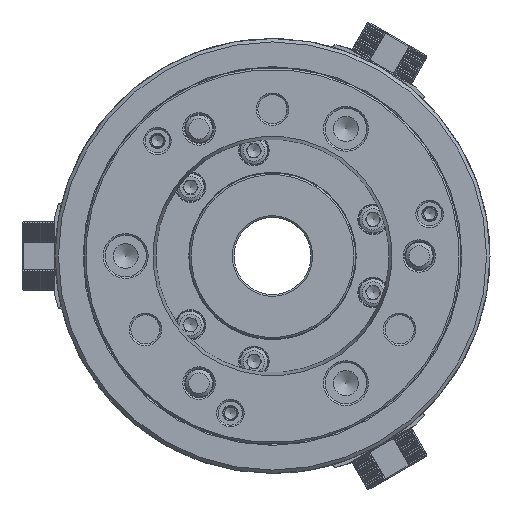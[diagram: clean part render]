
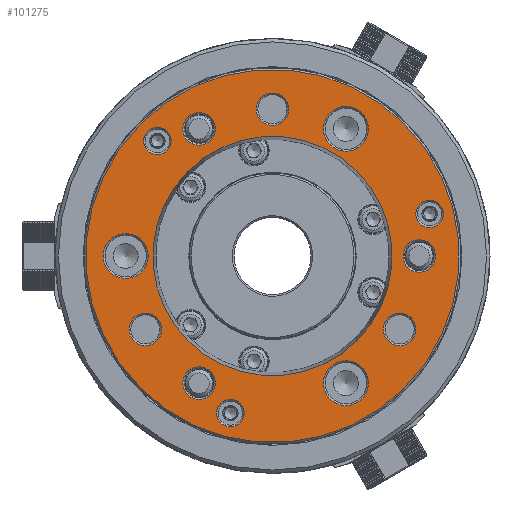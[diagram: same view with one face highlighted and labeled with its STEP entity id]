
A CAD part, left-side view. The second image highlights one B-rep face of the part: STEP entity #101275.
In plain terms, the highlighted planar face has unit normal (-1, 0, 0).
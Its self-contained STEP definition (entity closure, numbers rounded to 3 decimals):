
#1802=CIRCLE('',#106300,13.105);
#1804=CIRCLE('',#106303,13.105);
#1806=CIRCLE('',#106306,13.105);
#1807=CIRCLE('',#106308,8.);
#1810=CIRCLE('',#106312,9.5);
#1812=CIRCLE('',#106315,9.5);
#1813=CIRCLE('',#106317,8.);
#1816=CIRCLE('',#106321,9.5);
#1818=CIRCLE('',#106324,9.5);
#1819=CIRCLE('',#106326,8.);
#1822=CIRCLE('',#106330,9.5);
#1824=CIRCLE('',#106333,9.5);
#1844=CIRCLE('',#106364,109.);
#1846=CIRCLE('',#106367,69.861);
#23025=ORIENTED_EDGE('',*,*,#33666,.F.);
#23026=ORIENTED_EDGE('',*,*,#33664,.T.);
#23027=ORIENTED_EDGE('',*,*,#33644,.F.);
#23028=ORIENTED_EDGE('',*,*,#33642,.F.);
#23029=ORIENTED_EDGE('',*,*,#33639,.F.);
#23030=ORIENTED_EDGE('',*,*,#33638,.F.);
#23031=ORIENTED_EDGE('',*,*,#33636,.F.);
#23032=ORIENTED_EDGE('',*,*,#33633,.F.);
#23033=ORIENTED_EDGE('',*,*,#33632,.F.);
#23034=ORIENTED_EDGE('',*,*,#33630,.F.);
#23035=ORIENTED_EDGE('',*,*,#33627,.F.);
#23036=ORIENTED_EDGE('',*,*,#33626,.F.);
#23037=ORIENTED_EDGE('',*,*,#33624,.F.);
#23038=ORIENTED_EDGE('',*,*,#33622,.F.);
#33622=EDGE_CURVE('',#40606,#40606,#1802,.T.);
#33624=EDGE_CURVE('',#40608,#40608,#1804,.T.);
#33626=EDGE_CURVE('',#40610,#40610,#1806,.T.);
#33627=EDGE_CURVE('',#40611,#40611,#1807,.T.);
#33630=EDGE_CURVE('',#40614,#40614,#1810,.T.);
#33632=EDGE_CURVE('',#40616,#40616,#1812,.T.);
#33633=EDGE_CURVE('',#40617,#40617,#1813,.T.);
#33636=EDGE_CURVE('',#40620,#40620,#1816,.T.);
#33638=EDGE_CURVE('',#40622,#40622,#1818,.T.);
#33639=EDGE_CURVE('',#40623,#40623,#1819,.T.);
#33642=EDGE_CURVE('',#40626,#40626,#1822,.T.);
#33644=EDGE_CURVE('',#40628,#40628,#1824,.T.);
#33664=EDGE_CURVE('',#40648,#40648,#1844,.T.);
#33666=EDGE_CURVE('',#40650,#40650,#1846,.T.);
#40606=VERTEX_POINT('',#148806);
#40608=VERTEX_POINT('',#148811);
#40610=VERTEX_POINT('',#148816);
#40611=VERTEX_POINT('',#148819);
#40614=VERTEX_POINT('',#148826);
#40616=VERTEX_POINT('',#148831);
#40617=VERTEX_POINT('',#148834);
#40620=VERTEX_POINT('',#148841);
#40622=VERTEX_POINT('',#148846);
#40623=VERTEX_POINT('',#148849);
#40626=VERTEX_POINT('',#148856);
#40628=VERTEX_POINT('',#148861);
#40648=VERTEX_POINT('',#148912);
#40650=VERTEX_POINT('',#148917);
#62298=EDGE_LOOP('',(#23025));
#62299=EDGE_LOOP('',(#23026));
#62300=EDGE_LOOP('',(#23027));
#62301=EDGE_LOOP('',(#23028));
#62302=EDGE_LOOP('',(#23029));
#62303=EDGE_LOOP('',(#23030));
#62304=EDGE_LOOP('',(#23031));
#62305=EDGE_LOOP('',(#23032));
#62306=EDGE_LOOP('',(#23033));
#62307=EDGE_LOOP('',(#23034));
#62308=EDGE_LOOP('',(#23035));
#62309=EDGE_LOOP('',(#23036));
#62310=EDGE_LOOP('',(#23037));
#62311=EDGE_LOOP('',(#23038));
#66790=FACE_BOUND('',#62298,.T.);
#66791=FACE_BOUND('',#62299,.T.);
#66792=FACE_BOUND('',#62300,.T.);
#66793=FACE_BOUND('',#62301,.T.);
#66794=FACE_BOUND('',#62302,.T.);
#66795=FACE_BOUND('',#62303,.T.);
#66796=FACE_BOUND('',#62304,.T.);
#66797=FACE_BOUND('',#62305,.T.);
#66798=FACE_BOUND('',#62306,.T.);
#66799=FACE_BOUND('',#62307,.T.);
#66800=FACE_BOUND('',#62308,.T.);
#66801=FACE_BOUND('',#62309,.T.);
#66802=FACE_BOUND('',#62310,.T.);
#66803=FACE_BOUND('',#62311,.T.);
#70268=PLANE('',#106366);
#101275=ADVANCED_FACE('',(#66790,#66791,#66792,#66793,#66794,#66795,#66796,
#66797,#66798,#66799,#66800,#66801,#66802,#66803),#70268,.T.);
#106300=AXIS2_PLACEMENT_3D('',#148805,#125016,#125017);
#106303=AXIS2_PLACEMENT_3D('',#148810,#125022,#125023);
#106306=AXIS2_PLACEMENT_3D('',#148815,#125028,#125029);
#106308=AXIS2_PLACEMENT_3D('',#148818,#125032,#125033);
#106312=AXIS2_PLACEMENT_3D('',#148825,#125040,#125041);
#106315=AXIS2_PLACEMENT_3D('',#148830,#125046,#125047);
#106317=AXIS2_PLACEMENT_3D('',#148833,#125050,#125051);
#106321=AXIS2_PLACEMENT_3D('',#148840,#125058,#125059);
#106324=AXIS2_PLACEMENT_3D('',#148845,#125064,#125065);
#106326=AXIS2_PLACEMENT_3D('',#148848,#125068,#125069);
#106330=AXIS2_PLACEMENT_3D('',#148855,#125076,#125077);
#106333=AXIS2_PLACEMENT_3D('',#148860,#125082,#125083);
#106364=AXIS2_PLACEMENT_3D('',#148911,#125144,#125145);
#106366=AXIS2_PLACEMENT_3D('',#148915,#125148,#125149);
#106367=AXIS2_PLACEMENT_3D('',#148916,#125150,#125151);
#125016=DIRECTION('',(-1.,0.,0.));
#125017=DIRECTION('',(0.,-0.707,0.707));
#125022=DIRECTION('',(-1.,0.,0.));
#125023=DIRECTION('',(0.,-0.707,0.707));
#125028=DIRECTION('',(-1.,0.,0.));
#125029=DIRECTION('',(0.,-0.707,0.707));
#125032=DIRECTION('',(-1.,0.,0.));
#125033=DIRECTION('',(0.,-0.707,0.707));
#125040=DIRECTION('',(-1.,0.,0.));
#125041=DIRECTION('',(0.,-0.707,0.707));
#125046=DIRECTION('',(-1.,0.,0.));
#125047=DIRECTION('',(0.,-0.707,0.707));
#125050=DIRECTION('',(-1.,0.,0.));
#125051=DIRECTION('',(0.,-0.707,0.707));
#125058=DIRECTION('',(-1.,0.,0.));
#125059=DIRECTION('',(0.,-0.707,0.707));
#125064=DIRECTION('',(-1.,0.,0.));
#125065=DIRECTION('',(0.,-0.707,0.707));
#125068=DIRECTION('',(-1.,0.,0.));
#125069=DIRECTION('',(0.,-0.707,0.707));
#125076=DIRECTION('',(-1.,0.,0.));
#125077=DIRECTION('',(0.,-0.707,0.707));
#125082=DIRECTION('',(-1.,0.,0.));
#125083=DIRECTION('',(0.,-0.707,0.707));
#125144=DIRECTION('',(-1.,0.,0.));
#125145=DIRECTION('',(0.,-0.707,0.707));
#125148=DIRECTION('',(-1.,0.,0.));
#125149=DIRECTION('',(0.,-0.707,0.707));
#125150=DIRECTION('',(-1.,0.,0.));
#125151=DIRECTION('',(0.,-0.707,0.707));
#148805=CARTESIAN_POINT('',(-113.,-42.863,-74.24));
#148806=CARTESIAN_POINT('',(-113.,-52.129,-64.973));
#148810=CARTESIAN_POINT('',(-113.,85.725,0.));
#148811=CARTESIAN_POINT('',(-113.,76.458,9.267));
#148815=CARTESIAN_POINT('',(-113.,-42.862,74.24));
#148816=CARTESIAN_POINT('',(-113.,-52.129,83.507));
#148818=CARTESIAN_POINT('',(-113.,-91.763,24.588));
#148819=CARTESIAN_POINT('',(-113.,-97.42,30.245));
#148825=CARTESIAN_POINT('',(-113.,-85.7,0.));
#148826=CARTESIAN_POINT('',(-113.,-92.418,6.718));
#148830=CARTESIAN_POINT('',(-113.,-74.218,-42.85));
#148831=CARTESIAN_POINT('',(-113.,-80.936,-36.132));
#148833=CARTESIAN_POINT('',(-113.,24.588,-91.763));
#148834=CARTESIAN_POINT('',(-113.,18.931,-86.106));
#148840=CARTESIAN_POINT('',(-113.,42.85,-74.218));
#148841=CARTESIAN_POINT('',(-113.,36.132,-67.501));
#148845=CARTESIAN_POINT('',(-113.,74.218,-42.85));
#148846=CARTESIAN_POINT('',(-113.,67.501,-36.132));
#148848=CARTESIAN_POINT('',(-113.,67.175,67.175));
#148849=CARTESIAN_POINT('',(-113.,61.518,72.832));
#148855=CARTESIAN_POINT('',(-113.,42.85,74.218));
#148856=CARTESIAN_POINT('',(-113.,36.132,80.936));
#148860=CARTESIAN_POINT('',(-113.,0.,85.7));
#148861=CARTESIAN_POINT('',(-113.,-6.718,92.418));
#148911=CARTESIAN_POINT('',(-113.,0.,0.));
#148912=CARTESIAN_POINT('',(-113.,-77.075,77.075));
#148915=CARTESIAN_POINT('',(-113.,-49.399,49.399));
#148916=CARTESIAN_POINT('',(-113.,0.,0.));
#148917=CARTESIAN_POINT('',(-113.,-49.399,49.399));
